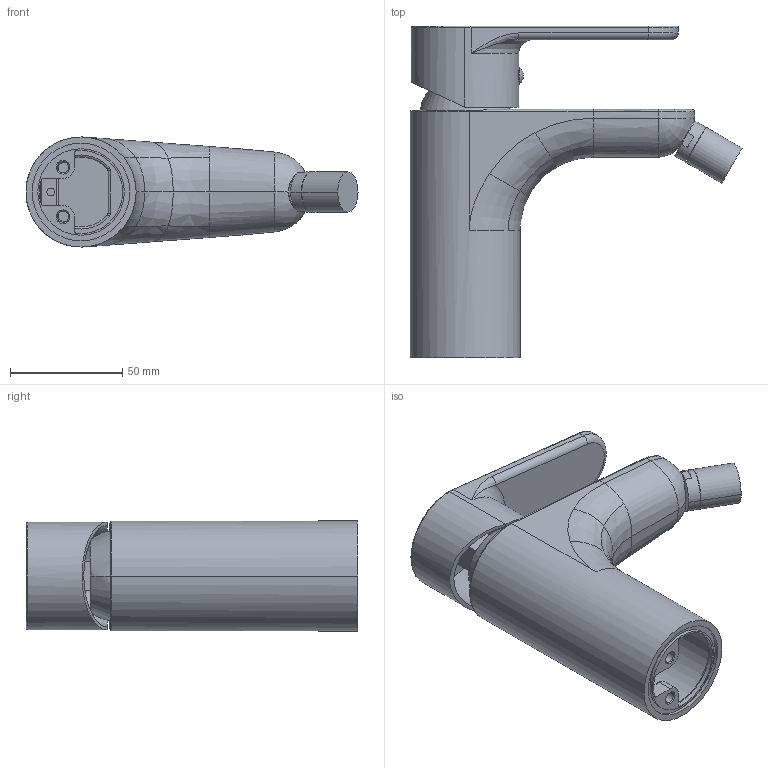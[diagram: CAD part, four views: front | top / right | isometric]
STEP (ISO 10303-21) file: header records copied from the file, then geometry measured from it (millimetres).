
FILE_DESCRIPTION((''),'2;1');
FILE_NAME('GR131CR','2021-01-14T12:59:56',('ut3'),('PAFFONI SpA'),'CREO PARAMETRIC BY PTC INC, 2020044','CREO PARAMETRIC BY PTC INC, 2020044','');
FILE_SCHEMA(('CONFIG_CONTROL_DESIGN','SHAPE_APPEARANCE_LAYERS_GROUPS'));
Length unit declared in the file: millimetre
Products named in the file (1): GR131CR
Bounding box: 147.76 x 147.5 x 49 mm (x, y, z)
Volume: 138871.2 mm3; surface area: 79723.5 mm2
Topology: 1 solids, 1 shells, 363 faces, 864 edges, 518 vertices
Faces by surface type: cylinder 124, plane 90, bspline 88, torus 34, cone 12, sphere 8, extrusion 7
Entity records: 21113 total; most frequent: CARTESIAN_POINT 9536, ORIENTED_EDGE 1720, DIRECTION 1500, EDGE_CURVE 860, AXIS2_PLACEMENT_3D 600, FILL_AREA_STYLE_COLOUR 587, FILL_AREA_STYLE 587, SURFACE_STYLE_FILL_AREA 587
